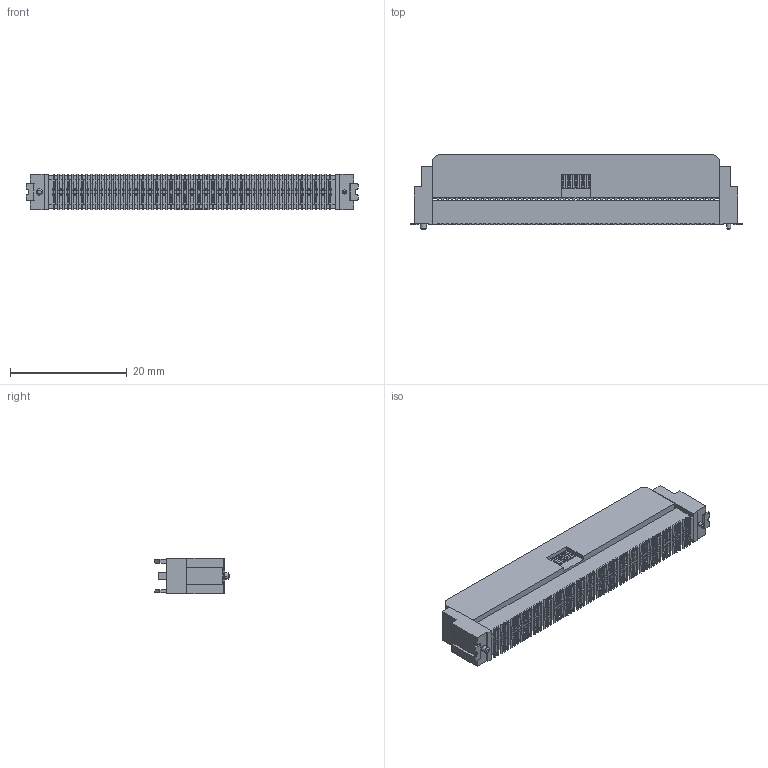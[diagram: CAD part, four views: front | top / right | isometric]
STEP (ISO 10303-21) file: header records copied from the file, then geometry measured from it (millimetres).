
FILE_DESCRIPTION((''),'2;1');
FILE_NAME('ASM0001_ASM','2025-10-15T11:33:10',('gongchengVV'),(''),'CREO PARAMETRIC BY PTC INC, 2020033','CREO PARAMETRIC BY PTC INC, 2020033','');
FILE_SCHEMA(('CONFIG_CONTROL_DESIGN'));
Products named in the file (1): ASM0001_ASM
Bounding box: 56.8 x 12.75 x 6 mm (x, y, z)
Volume: 2102.9 mm3; surface area: 6301.6 mm2
Topology: 1 solids, 1 shells, 4127 faces, 13151 edges, 8436 vertices
Faces by surface type: plane 3745, cylinder 378, cone 4
Entity records: 143499 total; most frequent: ORIENTED_EDGE 26302, CARTESIAN_POINT 25714, DIRECTION 22165, EDGE_CURVE 13151, VECTOR 12391, LINE 12391, VERTEX_POINT 8436, AXIS2_PLACEMENT_3D 4887
